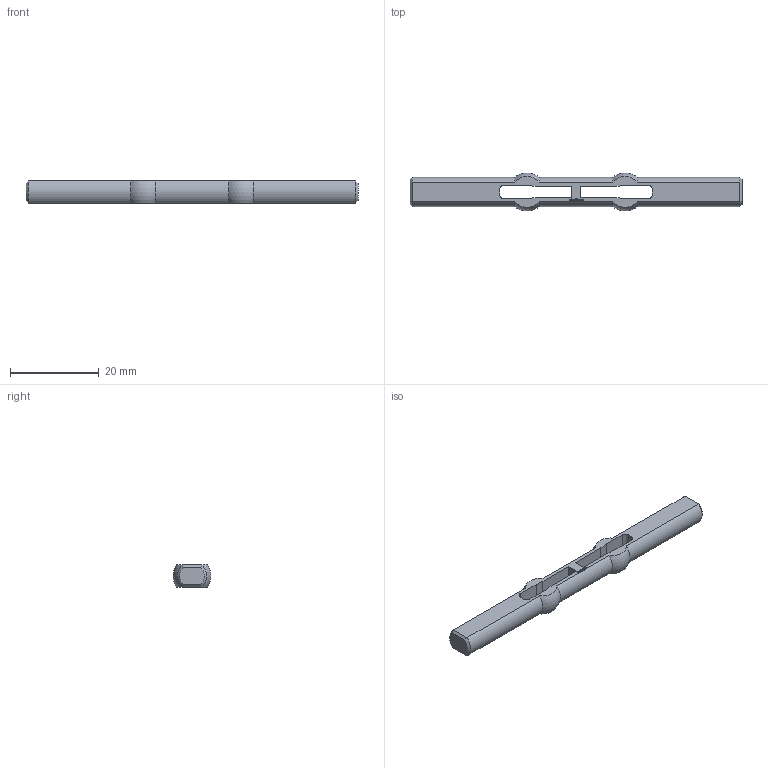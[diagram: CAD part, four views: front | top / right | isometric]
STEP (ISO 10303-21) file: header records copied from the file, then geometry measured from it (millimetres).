
FILE_DESCRIPTION(('FreeCAD Model'),'2;1');
FILE_NAME('Open CASCADE Shape Model','2022-07-07T22:53:10',(''),(''), 'Open CASCADE STEP processor 7.5','FreeCAD','Unknown');
FILE_SCHEMA(('AUTOMOTIVE_DESIGN { 1 0 10303 214 1 1 1 1 }'));
Length unit declared in the file: millimetre
Products named in the file (1): Pin SPP INR LCT BDR BU04.00x01.50 - SPN-PIN-0146
Bounding box: 75 x 8.54 x 5 mm (x, y, z)
Volume: 1844 mm3; surface area: 1785.1 mm2
Topology: 1 solids, 1 shells, 479 faces, 1336 edges, 888 vertices
Faces by surface type: plane 355, bspline 106, cylinder 10, cone 4, sphere 4
Entity records: 33948 total; most frequent: CARTESIAN_POINT 8558, DIRECTION 4108, LINE 3288, VECTOR 3288, ORIENTED_EDGE 2672, PCURVE 2672, DEFINITIONAL_REPRESENTATION 2672, EDGE_CURVE 1336
